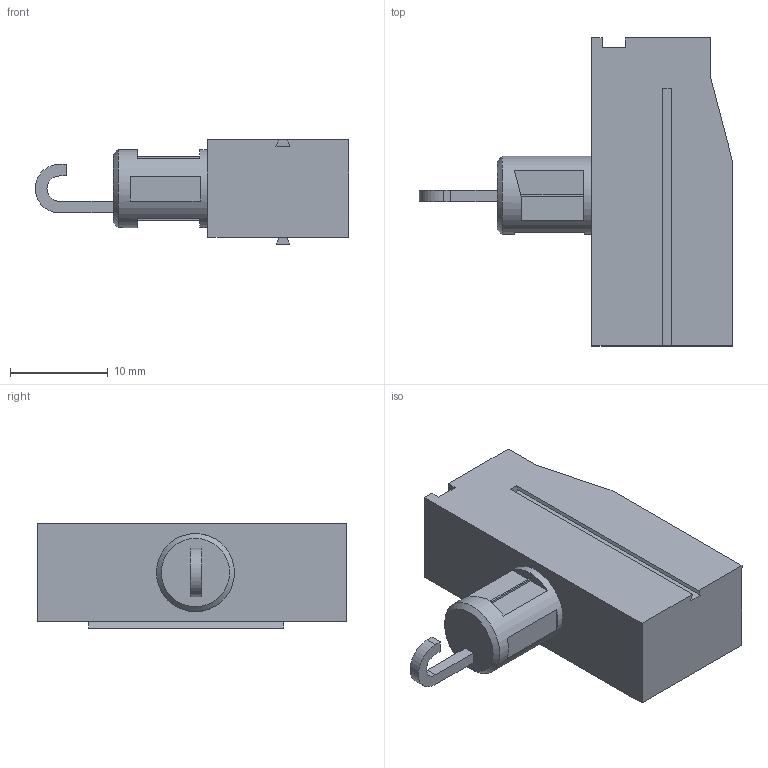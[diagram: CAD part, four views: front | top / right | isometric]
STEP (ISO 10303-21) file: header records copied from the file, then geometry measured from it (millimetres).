
FILE_DESCRIPTION(('STEP AP214'),'1');
FILE_NAME('MPT610.stp','2021-11-12T09:37:49',(' '),(' '),'Spatial InterOp 3D',' ',' ');
FILE_SCHEMA(('AUTOMOTIVE_DESIGN { 1 0 10303 214 1 1 1 1 }'));
Length unit declared in the file: metre
Products named in the file (1): 1636705381
Bounding box: 32.15 x 31.6 x 10.7 mm (x, y, z)
Volume: 4223 mm3; surface area: 2789.7 mm2
Topology: 1 solids, 1 shells, 164 faces, 455 edges, 303 vertices
Faces by surface type: plane 153, cylinder 9, extrusion 1, cone 1
Full cylindrical faces by diameter (mm): 7.2 x1, 7.499 x1, 8 x1
Entity records: 6473 total; most frequent: CARTESIAN_POINT 986, ORIENTED_EDGE 890, DIRECTION 787, EDGE_CURVE 445, VECTOR 407, LINE 406, VERTEX_POINT 298, AXIS2_PLACEMENT_3D 190
